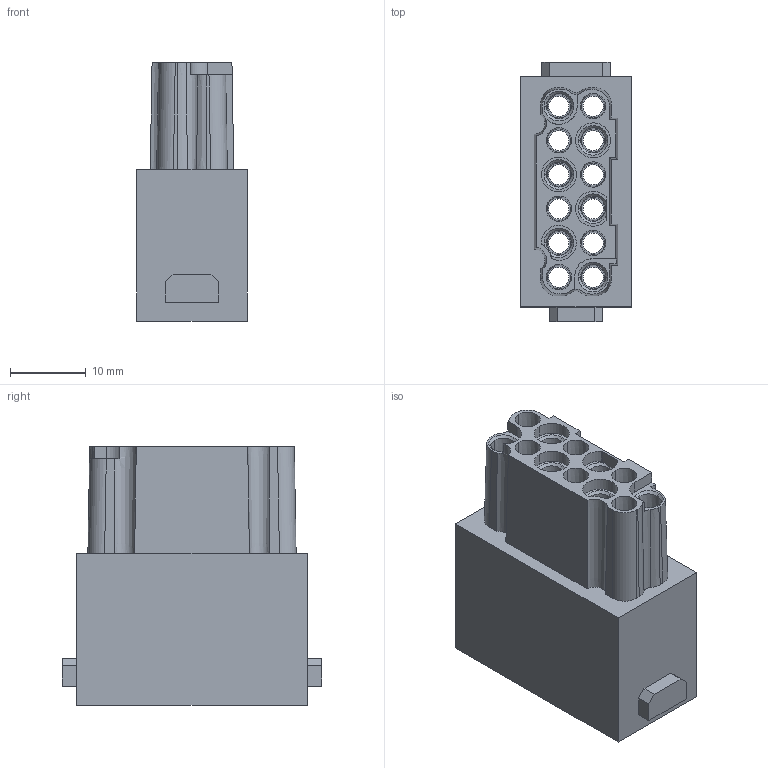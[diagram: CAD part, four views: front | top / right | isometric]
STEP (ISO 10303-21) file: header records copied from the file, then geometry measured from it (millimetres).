
FILE_DESCRIPTION(/* description */ ('Alibre Inc.'),/* implementation_level */ '2;1');
FILE_NAME(/* name */ 'export-75D4BE95-B403-488F-A123-31ABDD0BA0DE',/* time_stamp */ '2022-10-05T14:37:46+02:00',/* author */ (''),/* organization */ (''),/* preprocessor_version */ 'ST-DEVELOPER v17',/* originating_system */ 'Alibre',/* authorisation */ '');
FILE_SCHEMA (('AUTOMOTIVE_DESIGN'));
Length unit declared in the file: millimetre
Products named in the file (2): HC_M_12_CT_F-select
Bounding box: 14.6 x 34.1 x 34 mm (x, y, z)
Volume: 8420 mm3; surface area: 8127.2 mm2
Topology: 1 solids, 1 shells, 218 faces, 594 edges, 395 vertices
Faces by surface type: cylinder 91, cone 68, plane 59
Entity records: 7267 total; most frequent: CARTESIAN_POINT 1442, DIRECTION 1269, ORIENTED_EDGE 1188, EDGE_CURVE 594, AXIS2_PLACEMENT_3D 532, VERTEX_POINT 395, CIRCLE 308, VECTOR 264
